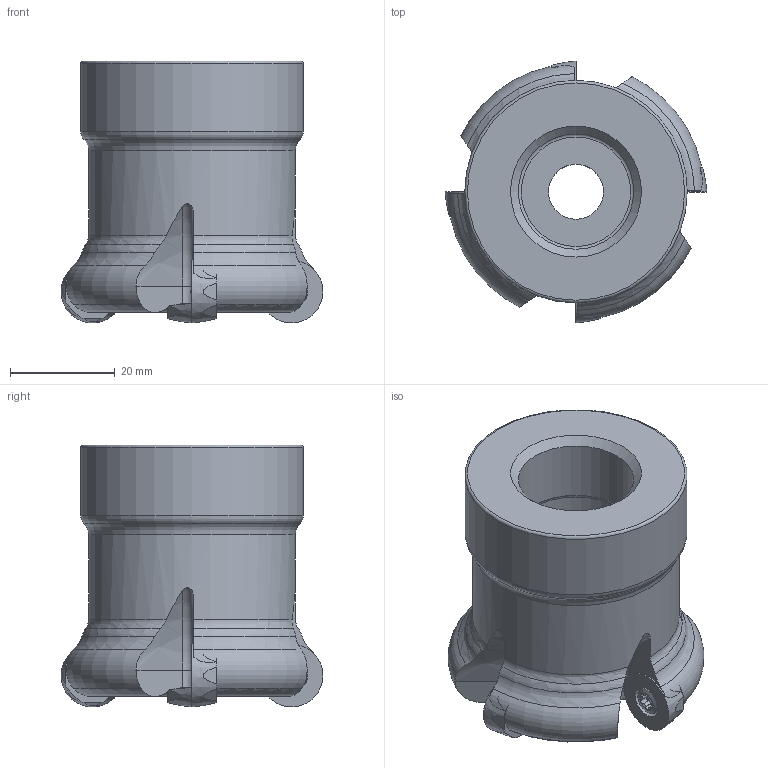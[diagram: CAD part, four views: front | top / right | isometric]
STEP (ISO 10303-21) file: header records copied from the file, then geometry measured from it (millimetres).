
FILE_DESCRIPTION(/* description */ (''),/* implementation_level */ '2;1');
FILE_NAME(/* name */ '1542870721757.stp',/* time_stamp */ '2018-11-22T12:42:19+05:00',/* author */ (''),/* organization */ ('SMS'),/* preprocessor_version */ 'ST-DEVELOPER v15',/* originating_system */ 'SIEMENS PLM Software NX 8.5',/* authorisation */ '');
FILE_SCHEMA (('AUTOMOTIVE_DESIGN { 1 0 10303 214 3 1 1 1 }'));
Length unit declared in the file: millimetre
Products named in the file (4): ASSEMBLY_CONSTRUCTION; 201852526mod000_00; 201905256mod000_00; 201906189mod000_00
Assembly tree (6 placements, depth 2):
  201906189mod000_00
    201905256mod000_00
    201852526mod000_00  x4
    ASSEMBLY_CONSTRUCTION
Bounding box: 49.99 x 49.99 x 50.01 mm (x, y, z)
Volume: 51533.5 mm3; surface area: 14144.6 mm2
Topology: 5 solids, 5 shells, 320 faces, 830 edges, 543 vertices
Faces by surface type: plane 135, cone 59, torus 48, extrusion 48, cylinder 26, sphere 4
Full cylindrical faces by diameter (mm): 3.5 x4, 4 x4, 5.25 x4, 10.5 x1, 14.2 x1, 22.011 x1, 22.5 x1, 39.48 x1, 42.48 x1
Entity records: 11094 total; most frequent: CARTESIAN_POINT 4425, ORIENTED_EDGE 1320, DIRECTION 1316, EDGE_CURVE 660, AXIS2_PLACEMENT_3D 548, VERTEX_POINT 444, EDGE_LOOP 336, ADVANCED_FACE 278
